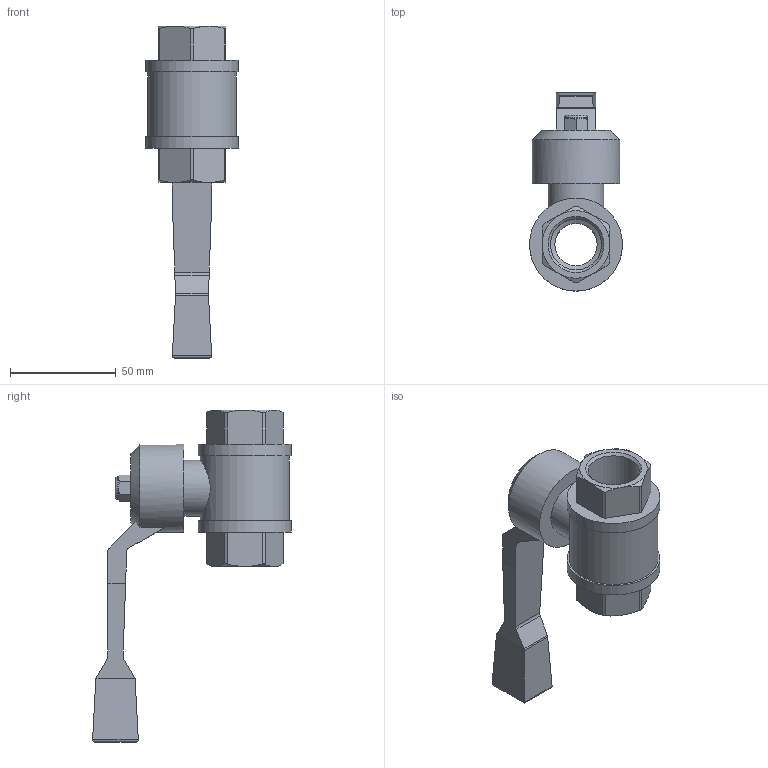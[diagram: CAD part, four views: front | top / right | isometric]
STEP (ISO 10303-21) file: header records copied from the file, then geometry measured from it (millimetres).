
FILE_DESCRIPTION(/* description */ ('STEP AP214'),/* implementation_level */ '2;1');
FILE_NAME(/* name */ '9544_QH-3_4',/* time_stamp */ '2024-09-13T19:28:10+02:00',/* author */ ('License CC BY-ND 4.0'),/* organization */ ('CADENAS'),/* preprocessor_version */ 'ST-DEVELOPER v19.3',/* originating_system */ 'PARTsolutions',/* authorisation */ ' ');
FILE_SCHEMA (('AUTOMOTIVE_DESIGN {1 0 10303 214 3 1 1}'));
Length unit declared in the file: millimetre
Products named in the file (1): 9544 QH-3/4
Bounding box: 44 x 94 x 157 mm (x, y, z)
Volume: 119189.4 mm3; surface area: 28730 mm2
Topology: 1 solids, 1 shells, 99 faces, 245 edges, 155 vertices
Faces by surface type: plane 44, cylinder 31, cone 23, torus 1
Full cylindrical faces by diameter (mm): 10.667 x1, 20 x1, 24.117 x2, 26.4 x1, 41.4 x1, 42 x1, 44 x2
Entity records: 3621 total; most frequent: CARTESIAN_POINT 633, DIRECTION 476, ORIENTED_EDGE 454, EDGE_CURVE 227, AXIS2_PLACEMENT_3D 189, VERTEX_POINT 152, EDGE_LOOP 123, FACE_BOUND 123
